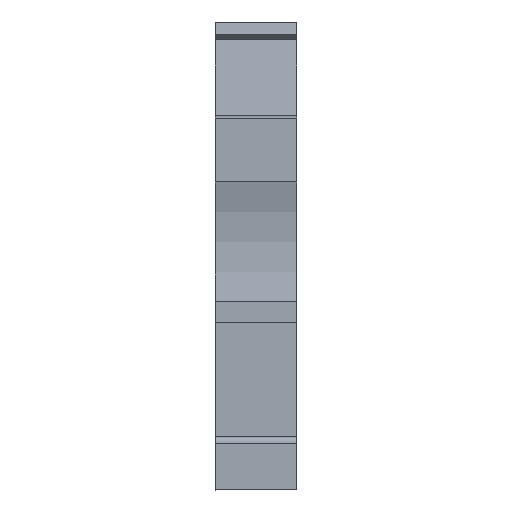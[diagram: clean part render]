
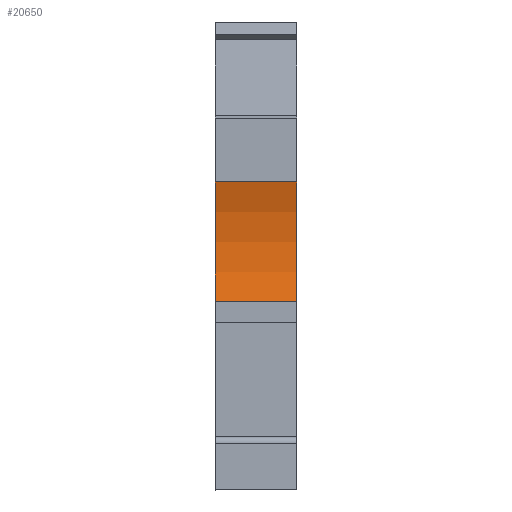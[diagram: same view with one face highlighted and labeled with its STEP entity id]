
A CAD part, front view. The second image highlights one B-rep face of the part: STEP entity #20650.
In plain terms, the highlighted cylindrical face has radius 15 mm (diameter 30 mm), a partial arc.
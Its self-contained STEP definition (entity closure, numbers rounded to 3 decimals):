
#5040=CARTESIAN_POINT('',(-45.4,17.2,
0.));
#5050=VERTEX_POINT('',#5040);
#5080=CARTESIAN_POINT('',(-59.709,12.7,
0.));
#5090=DIRECTION('',(0.,0.,1.));
#5100=DIRECTION('',(1.,0.,0.));
#5110=AXIS2_PLACEMENT_3D('',#5080,#5090,#5100);
#5120=CIRCLE('',#5110,15.);
#5130=CARTESIAN_POINT('',(-45.4,8.2,
0.));
#5140=VERTEX_POINT('',#5130);
#5150=EDGE_CURVE('',#5140,#5050,#5120,.T.);
#6170=CARTESIAN_POINT('',(-45.4,8.2,
6.15));
#6180=VERTEX_POINT('',#6170);
#6210=CARTESIAN_POINT('',(-59.709,12.7,
6.15));
#6220=DIRECTION('',(0.,0.,1.));
#6230=DIRECTION('',(1.,0.,0.));
#6240=AXIS2_PLACEMENT_3D('',#6210,#6220,#6230);
#6250=CIRCLE('',#6240,15.);
#6260=CARTESIAN_POINT('',(-45.4,17.2,
6.15));
#6270=VERTEX_POINT('',#6260);
#6280=EDGE_CURVE('',#6180,#6270,#6250,.T.);
#20330=CARTESIAN_POINT('',(-45.4,8.2,
6.15));
#20340=DIRECTION('',(0.,0.,1.));
#20350=VECTOR('',#20340,1.);
#20360=LINE('',#20330,#20350);
#20370=EDGE_CURVE('',#5140,#6180,#20360,.T.);
#20490=CARTESIAN_POINT('',(-59.709,12.7,
6.15));
#20500=DIRECTION('',(0.,0.,1.));
#20510=DIRECTION('',(1.,0.,0.));
#20520=AXIS2_PLACEMENT_3D('',#20490,#20500,#20510);
#20530=CYLINDRICAL_SURFACE('',#20520,15.);
#20540=ORIENTED_EDGE('',*,*,#6280,.T.);
#20550=ORIENTED_EDGE('',*,*,#20370,.T.);
#20560=ORIENTED_EDGE('',*,*,#5150,.F.);
#20570=CARTESIAN_POINT('',(-45.4,17.2,
6.15));
#20580=DIRECTION('',(0.,0.,1.));
#20590=VECTOR('',#20580,1.);
#20600=LINE('',#20570,#20590);
#20610=EDGE_CURVE('',#5050,#6270,#20600,.T.);
#20620=ORIENTED_EDGE('',*,*,#20610,.F.);
#20630=EDGE_LOOP('',(#20620,#20560,#20550,#20540));
#20640=FACE_OUTER_BOUND('',#20630,.T.);
#20650=ADVANCED_FACE('',(#20640),#20530,.F.);
